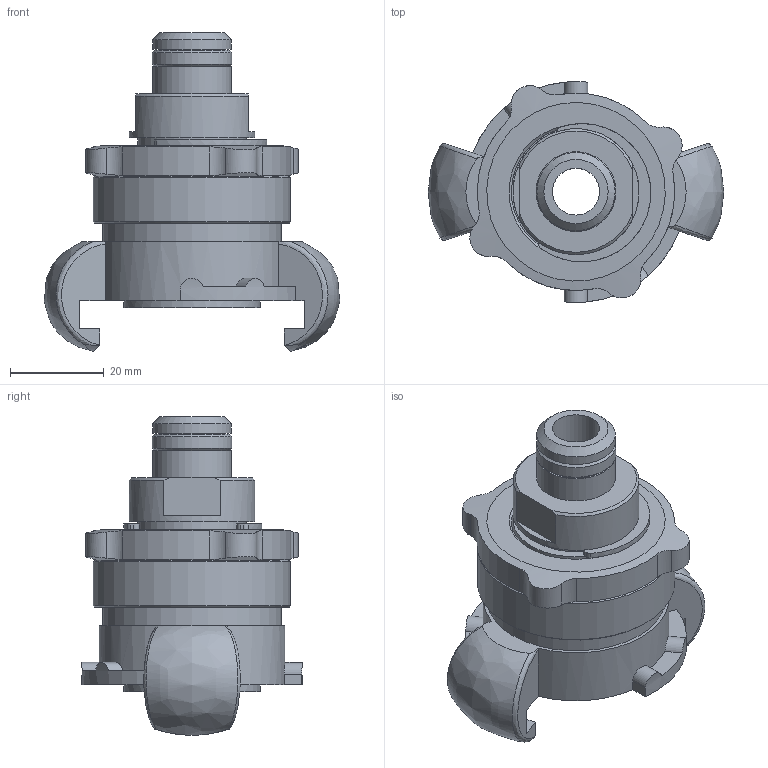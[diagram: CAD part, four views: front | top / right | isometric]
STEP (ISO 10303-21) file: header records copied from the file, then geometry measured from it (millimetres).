
FILE_DESCRIPTION(/* description */ (''),/* implementation_level */ '2;1');
FILE_NAME(/* name */ 'ssga_38.stp',/* time_stamp */ '2020-04-07T13:23:55+02:00',/* author */ ('ertl'),/* organization */ (''),/* preprocessor_version */ 'ST-DEVELOPER v17',/* originating_system */ 'Autodesk Inventor 2018',/* authorisation */ '0 mm^3');
FILE_SCHEMA (('AUTOMOTIVE_DESIGN { 1 0 10303 214 3 1 1 }'));
Length unit declared in the file: millimetre
Products named in the file (1): ssga_38
Bounding box: 62.87 x 47 x 67.74 mm (x, y, z)
Volume: 45650.1 mm3; surface area: 25462.2 mm2
Topology: 1 solids, 1 shells, 134 faces, 375 edges, 261 vertices
Faces by surface type: cylinder 61, plane 44, cone 19, bspline 6, sphere 4
Full cylindrical faces by diameter (mm): 10 x1, 13.9 x1, 16.662 x2, 17 x1, 18 x1, 20.7 x1, 21 x1, 23 x1, 26.8 x2, 27.5 x1, 29 x1, 30 x1, 33 x1, 34 x1, 37.9 x1, 38 x2, 39 x1, 42 x1
Entity records: 5417 total; most frequent: CARTESIAN_POINT 1727, ORIENTED_EDGE 750, DIRECTION 726, EDGE_CURVE 375, AXIS2_PLACEMENT_3D 302, VERTEX_POINT 261, CIRCLE 173, EDGE_LOOP 156
